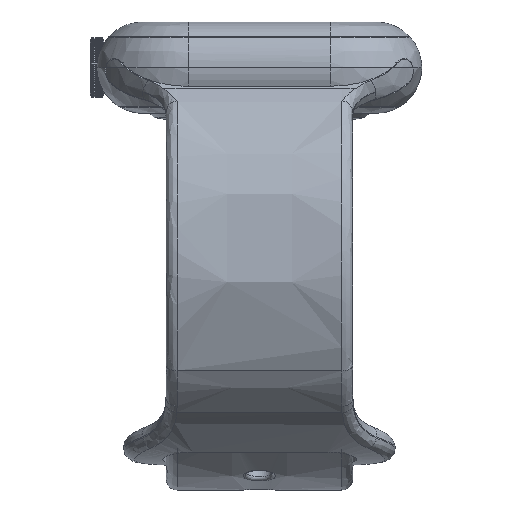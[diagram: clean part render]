
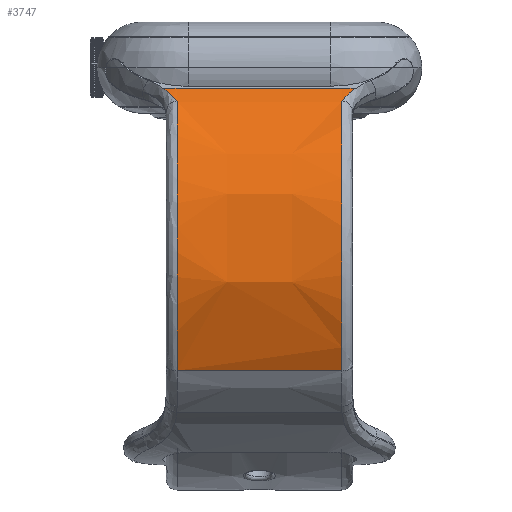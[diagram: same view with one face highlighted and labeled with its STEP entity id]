
A CAD part, left-side view. The second image highlights one B-rep face of the part: STEP entity #3747.
In plain terms, the highlighted free-form (B-spline) face has degree [3, 3] with [4, 7] control points.
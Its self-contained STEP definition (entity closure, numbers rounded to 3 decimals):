
#579 = EDGE_CURVE('',#580,#582,#584,.T.);
#580 = VERTEX_POINT('',#581);
#581 = CARTESIAN_POINT('',(-24.738,-12.715,
    3.306));
#582 = VERTEX_POINT('',#583);
#583 = CARTESIAN_POINT('',(-26.899,-10.818,1.528)
  );
#584 = B_SPLINE_CURVE_WITH_KNOTS('',3,(#585,#586,#587,#588,#589,#590,
    #591,#592),.UNSPECIFIED.,.F.,.F.,(4,2,2,4),(-0.205,
    -0.172,0.,0.001),.UNSPECIFIED.);
#585 = CARTESIAN_POINT('',(-24.738,-12.715,
    3.306));
#586 = CARTESIAN_POINT('',(-24.864,-12.555,
    3.212));
#587 = CARTESIAN_POINT('',(-24.995,-12.403,
    3.113));
#588 = CARTESIAN_POINT('',(-25.82,-11.504,
    2.479));
#589 = CARTESIAN_POINT('',(-26.46,-11.079,1.928
    ));
#590 = CARTESIAN_POINT('',(-26.894,-10.82,
    1.532));
#591 = CARTESIAN_POINT('',(-26.896,-10.819,
    1.53));
#592 = CARTESIAN_POINT('',(-26.899,-10.818,1.528
    ));
#724 = VERTEX_POINT('',#725);
#725 = CARTESIAN_POINT('',(-31.286,-10.818,
    -33.815));
#731 = EDGE_CURVE('',#582,#724,#732,.T.);
#732 = B_SPLINE_CURVE_WITH_KNOTS('',3,(#733,#734,#735,#736,#737,#738,
    #739),.UNSPECIFIED.,.F.,.F.,(4,1,1,1,4),(0.238,
    1.169,2.109,2.815,3.517),
  .UNSPECIFIED.);
#733 = CARTESIAN_POINT('',(-26.899,-10.818,
    1.528));
#734 = CARTESIAN_POINT('',(-29.599,-10.818,
    -0.938));
#735 = CARTESIAN_POINT('',(-34.022,-10.818,
    -7.054));
#736 = CARTESIAN_POINT('',(-36.024,-10.818,
    -17.216));
#737 = CARTESIAN_POINT('',(-34.698,-10.818,
    -26.361));
#738 = CARTESIAN_POINT('',(-32.594,-10.818,
    -31.437));
#739 = CARTESIAN_POINT('',(-31.286,-10.818,
    -33.815));
#962 = VERTEX_POINT('',#963);
#963 = CARTESIAN_POINT('',(-24.738,12.715,
    3.306));
#983 = VERTEX_POINT('',#984);
#984 = CARTESIAN_POINT('',(-26.899,10.818,1.528)
  );
#993 = EDGE_CURVE('',#983,#962,#994,.T.);
#994 = B_SPLINE_CURVE_WITH_KNOTS('',3,(#995,#996,#997,#998,#999,#1000,
    #1001,#1002),.UNSPECIFIED.,.F.,.F.,(4,2,2,4),(-0.594,
    -0.592,-0.282,-0.222),.UNSPECIFIED.);
#995 = CARTESIAN_POINT('',(-26.899,10.818,1.528)
  );
#996 = CARTESIAN_POINT('',(-26.896,10.819,
    1.53));
#997 = CARTESIAN_POINT('',(-26.894,10.82,
    1.532));
#998 = CARTESIAN_POINT('',(-26.46,11.079,
    1.928));
#999 = CARTESIAN_POINT('',(-25.82,11.504,
    2.479));
#1000 = CARTESIAN_POINT('',(-24.995,12.402,
    3.113));
#1001 = CARTESIAN_POINT('',(-24.865,12.555,
    3.212));
#1002 = CARTESIAN_POINT('',(-24.738,12.715,
    3.306));
#2902 = VERTEX_POINT('',#2903);
#2903 = CARTESIAN_POINT('',(-31.286,10.818,
    -33.815));
#2960 = EDGE_CURVE('',#2902,#983,#2961,.T.);
#2961 = B_SPLINE_CURVE_WITH_KNOTS('',3,(#2962,#2963,#2964,#2965,#2966,
    #2967,#2968),.UNSPECIFIED.,.F.,.F.,(4,1,1,1,4),(-3.517,
    -2.58,-1.639,-0.698,-0.238),
  .UNSPECIFIED.);
#2962 = CARTESIAN_POINT('',(-31.286,10.818,
    -33.815));
#2963 = CARTESIAN_POINT('',(-33.033,10.818,
    -30.639));
#2964 = CARTESIAN_POINT('',(-35.617,10.818,
    -23.729));
#2965 = CARTESIAN_POINT('',(-35.701,10.818,
    -12.48));
#2966 = CARTESIAN_POINT('',(-31.944,10.818,
    -3.811));
#2967 = CARTESIAN_POINT('',(-28.234,10.818,0.309
    ));
#2968 = CARTESIAN_POINT('',(-26.899,10.818,
    1.528));
#3718 = EDGE_CURVE('',#724,#2902,#3719,.T.);
#3719 = B_SPLINE_CURVE_WITH_KNOTS('',3,(#3720,#3721,#3722,#3723,#3724,
    #3725),.UNSPECIFIED.,.F.,.F.,(4,2,4),(-2.07,-1.1,-0.13),
  .UNSPECIFIED.);
#3720 = CARTESIAN_POINT('',(-31.286,-10.818,
    -33.815));
#3721 = CARTESIAN_POINT('',(-31.286,-7.212,
    -33.815));
#3722 = CARTESIAN_POINT('',(-31.286,-3.606,
    -33.815));
#3723 = CARTESIAN_POINT('',(-31.286,3.606,
    -33.815));
#3724 = CARTESIAN_POINT('',(-31.286,7.212,
    -33.815));
#3725 = CARTESIAN_POINT('',(-31.286,10.818,
    -33.815));
#3747 = ADVANCED_FACE('',(#3748),#3778,.T.);
#3748 = FACE_BOUND('',#3749,.T.);
#3749 = EDGE_LOOP('',(#3750,#3751,#3752,#3753,#3754,#3763,#3770,#3777));
#3750 = ORIENTED_EDGE('',*,*,#2960,.F.);
#3751 = ORIENTED_EDGE('',*,*,#3718,.F.);
#3752 = ORIENTED_EDGE('',*,*,#731,.F.);
#3753 = ORIENTED_EDGE('',*,*,#579,.F.);
#3754 = ORIENTED_EDGE('',*,*,#3755,.F.);
#3755 = EDGE_CURVE('',#3756,#580,#3758,.T.);
#3756 = VERTEX_POINT('',#3757);
#3757 = CARTESIAN_POINT('',(-24.738,-10.818,
    3.306));
#3758 = B_SPLINE_CURVE_WITH_KNOTS('',3,(#3759,#3760,#3761,#3762),
  .UNSPECIFIED.,.F.,.F.,(4,4),(1.753,1.923),
  .PIECEWISE_BEZIER_KNOTS.);
#3759 = CARTESIAN_POINT('',(-24.738,-10.818,
    3.306));
#3760 = CARTESIAN_POINT('',(-24.738,-11.45,
    3.306));
#3761 = CARTESIAN_POINT('',(-24.738,-12.082,
    3.306));
#3762 = CARTESIAN_POINT('',(-24.738,-12.715,
    3.306));
#3763 = ORIENTED_EDGE('',*,*,#3764,.F.);
#3764 = EDGE_CURVE('',#3765,#3756,#3767,.T.);
#3765 = VERTEX_POINT('',#3766);
#3766 = CARTESIAN_POINT('',(-24.738,10.818,
    3.306));
#3767 = B_SPLINE_CURVE_WITH_KNOTS('',1,(#3768,#3769),.UNSPECIFIED.,.F.,
  .F.,(2,2),(-9.7,9.7),.PIECEWISE_BEZIER_KNOTS.);
#3768 = CARTESIAN_POINT('',(-24.738,10.818,
    3.306));
#3769 = CARTESIAN_POINT('',(-24.738,-10.818,
    3.306));
#3770 = ORIENTED_EDGE('',*,*,#3771,.F.);
#3771 = EDGE_CURVE('',#962,#3765,#3772,.T.);
#3772 = B_SPLINE_CURVE_WITH_KNOTS('',3,(#3773,#3774,#3775,#3776),
  .UNSPECIFIED.,.F.,.F.,(4,4),(1.541,1.711),
  .PIECEWISE_BEZIER_KNOTS.);
#3773 = CARTESIAN_POINT('',(-24.738,12.715,
    3.306));
#3774 = CARTESIAN_POINT('',(-24.738,12.082,
    3.306));
#3775 = CARTESIAN_POINT('',(-24.738,11.45,
    3.306));
#3776 = CARTESIAN_POINT('',(-24.738,10.818,
    3.306));
#3777 = ORIENTED_EDGE('',*,*,#993,.F.);
#3778 = B_SPLINE_SURFACE_WITH_KNOTS('',3,3,(
    (#3779,#3780,#3781,#3782,#3783,#3784,#3785)
    ,(#3786,#3787,#3788,#3789,#3790,#3791,#3792)
    ,(#3793,#3794,#3795,#3796,#3797,#3798,#3799)
    ,(#3800,#3801,#3802,#3803,#3804,#3805,#3806
  )),.UNSPECIFIED.,.F.,.F.,.F.,(4,4),(4,1,1,1,4),(-1.14,
    1.14),(2.777,3.143,3.327,
    3.694,4.061),.UNSPECIFIED.);
#3779 = CARTESIAN_POINT('',(-24.738,-12.715,
    3.306));
#3780 = CARTESIAN_POINT('',(-27.869,-12.715,
    0.985));
#3781 = CARTESIAN_POINT('',(-31.72,-12.715,
    -3.417));
#3782 = CARTESIAN_POINT('',(-35.356,-12.715,
    -12.284));
#3783 = CARTESIAN_POINT('',(-36.012,-12.715,
    -22.178));
#3784 = CARTESIAN_POINT('',(-33.327,-12.715,
    -30.105));
#3785 = CARTESIAN_POINT('',(-31.286,-12.715,
    -33.815));
#3786 = CARTESIAN_POINT('',(-24.738,-4.238,
    3.306));
#3787 = CARTESIAN_POINT('',(-27.869,-4.238,
    0.985));
#3788 = CARTESIAN_POINT('',(-31.72,-4.238,
    -3.417));
#3789 = CARTESIAN_POINT('',(-35.356,-4.238,
    -12.284));
#3790 = CARTESIAN_POINT('',(-36.012,-4.238,
    -22.178));
#3791 = CARTESIAN_POINT('',(-33.327,-4.238,
    -30.105));
#3792 = CARTESIAN_POINT('',(-31.286,-4.238,
    -33.815));
#3793 = CARTESIAN_POINT('',(-24.738,4.238,3.306
    ));
#3794 = CARTESIAN_POINT('',(-27.869,4.238,0.985
    ));
#3795 = CARTESIAN_POINT('',(-31.72,4.238,
    -3.417));
#3796 = CARTESIAN_POINT('',(-35.356,4.238,
    -12.284));
#3797 = CARTESIAN_POINT('',(-36.012,4.238,
    -22.178));
#3798 = CARTESIAN_POINT('',(-33.327,4.238,
    -30.105));
#3799 = CARTESIAN_POINT('',(-31.286,4.238,
    -33.815));
#3800 = CARTESIAN_POINT('',(-24.738,12.715,
    3.306));
#3801 = CARTESIAN_POINT('',(-27.869,12.715,
    0.985));
#3802 = CARTESIAN_POINT('',(-31.72,12.715,
    -3.417));
#3803 = CARTESIAN_POINT('',(-35.356,12.715,
    -12.284));
#3804 = CARTESIAN_POINT('',(-36.012,12.715,
    -22.178));
#3805 = CARTESIAN_POINT('',(-33.327,12.715,
    -30.105));
#3806 = CARTESIAN_POINT('',(-31.286,12.715,
    -33.815));
